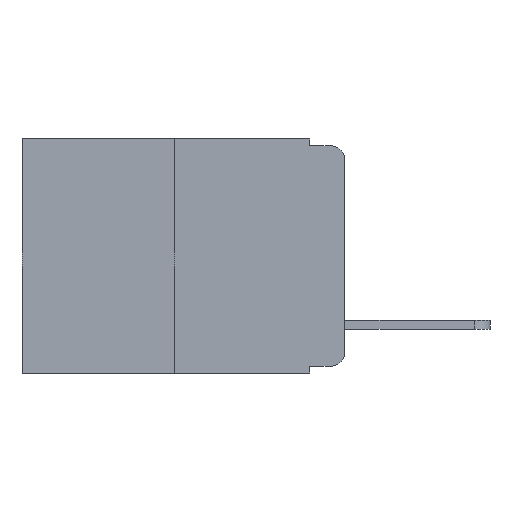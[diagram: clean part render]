
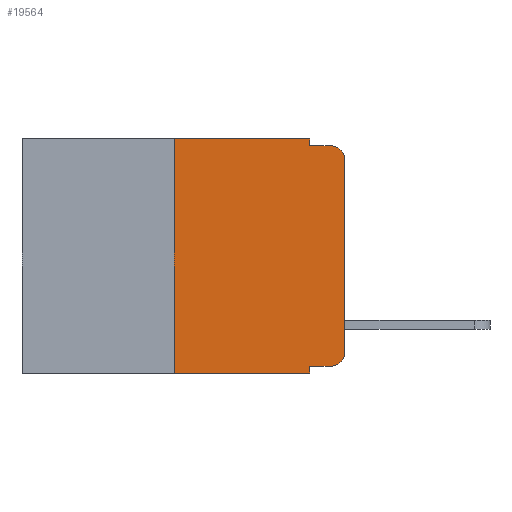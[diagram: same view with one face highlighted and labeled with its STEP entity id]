
A CAD part, left-side view. The second image highlights one B-rep face of the part: STEP entity #19564.
In plain terms, the highlighted planar face has unit normal (-1, 0, 0).
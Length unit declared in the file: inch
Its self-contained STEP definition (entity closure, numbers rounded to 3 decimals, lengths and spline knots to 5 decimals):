
#228 = AXIS2_PLACEMENT_3D ( 'NONE', #9422, #6344, #17601 ) ;
#708 = ORIENTED_EDGE ( 'NONE', *, *, #2402, .F. ) ;
#915 = EDGE_CURVE ( 'NONE', #8025, #8912, #13447, .T. ) ;
#1212 = ORIENTED_EDGE ( 'NONE', *, *, #7610, .T. ) ;
#1344 = DIRECTION ( 'NONE',  ( 0., 0., -1. ) ) ;
#1599 = VERTEX_POINT ( 'NONE', #13059 ) ;
#2402 = EDGE_CURVE ( 'NONE', #1599, #18332, #13895, .T. ) ;
#2414 = ORIENTED_EDGE ( 'NONE', *, *, #11415, .F. ) ;
#2497 = CARTESIAN_POINT ( 'NONE',  ( 0., 0.02, -0.333 ) ) ;
#2772 = CARTESIAN_POINT ( 'NONE',  ( 0., 0., -0.313 ) ) ;
#3160 = CARTESIAN_POINT ( 'NONE',  ( 0., 0.051, -0.333 ) ) ;
#4459 = LINE ( 'NONE', #17441, #11726 ) ;
#4623 = CARTESIAN_POINT ( 'NONE',  ( 0., 0.051, 0. ) ) ;
#4843 = DIRECTION ( 'NONE',  ( 1., 0., 0. ) ) ;
#4883 = VECTOR ( 'NONE', #12117, 39.37008 ) ;
#4910 = DIRECTION ( 'NONE',  ( 0., 0., -1. ) ) ;
#5413 = CARTESIAN_POINT ( 'NONE',  ( 0., 0.25, -0.343 ) ) ;
#5482 = CARTESIAN_POINT ( 'NONE',  ( 0., 0.25, 0. ) ) ;
#5966 = DIRECTION ( 'NONE',  ( 0., 0., 1. ) ) ;
#6344 = DIRECTION ( 'NONE',  ( -1., 0., 0. ) ) ;
#6347 = CARTESIAN_POINT ( 'NONE',  ( 0., 0.051, 0. ) ) ;
#6544 = CARTESIAN_POINT ( 'NONE',  ( 0., 0.051, -0.343 ) ) ;
#6652 = FACE_OUTER_BOUND ( 'NONE', #20654, .T. ) ;
#7193 = CARTESIAN_POINT ( 'NONE',  ( 0., 0.051, -0.01 ) ) ;
#7610 = EDGE_CURVE ( 'NONE', #21270, #8025, #12788, .T. ) ;
#8025 = VERTEX_POINT ( 'NONE', #2497 ) ;
#8137 = ORIENTED_EDGE ( 'NONE', *, *, #15953, .T. ) ;
#8139 = VECTOR ( 'NONE', #13282, 39.37008 ) ;
#8185 = ORIENTED_EDGE ( 'NONE', *, *, #915, .T. ) ;
#8863 = AXIS2_PLACEMENT_3D ( 'NONE', #15939, #21136, #17788 ) ;
#8875 = EDGE_CURVE ( 'NONE', #8912, #16256, #4459, .T. ) ;
#8912 = VERTEX_POINT ( 'NONE', #2772 ) ;
#9269 = LINE ( 'NONE', #20028, #13186 ) ;
#9422 = CARTESIAN_POINT ( 'NONE',  ( 0., 0.02, -0.313 ) ) ;
#9461 = LINE ( 'NONE', #20811, #19976 ) ;
#9480 = LINE ( 'NONE', #5482, #4883 ) ;
#10318 = VERTEX_POINT ( 'NONE', #6544 ) ;
#10538 = EDGE_CURVE ( 'NONE', #16930, #10318, #9269, .T. ) ;
#11415 = EDGE_CURVE ( 'NONE', #16930, #1599, #9480, .T. ) ;
#11699 = EDGE_CURVE ( 'NONE', #18332, #16564, #15086, .T. ) ;
#11726 = VECTOR ( 'NONE', #5966, 39.37008 ) ;
#12117 = DIRECTION ( 'NONE',  ( 0., 0., 1. ) ) ;
#12750 = VERTEX_POINT ( 'NONE', #21325 ) ;
#12788 = LINE ( 'NONE', #18100, #8139 ) ;
#12825 = CIRCLE ( 'NONE', #8863, 0.02 ) ;
#13059 = CARTESIAN_POINT ( 'NONE',  ( 0., 0.25, 0. ) ) ;
#13186 = VECTOR ( 'NONE', #13419, 39.37008 ) ;
#13282 = DIRECTION ( 'NONE',  ( 0., -1., 0. ) ) ;
#13308 = ORIENTED_EDGE ( 'NONE', *, *, #10538, .T. ) ;
#13419 = DIRECTION ( 'NONE',  ( 0., -1., 0. ) ) ;
#13447 = CIRCLE ( 'NONE', #228, 0.02 ) ;
#13642 = ORIENTED_EDGE ( 'NONE', *, *, #19420, .F. ) ;
#13895 = LINE ( 'NONE', #18670, #14140 ) ;
#14043 = DIRECTION ( 'NONE',  ( 0., -1., 0. ) ) ;
#14140 = VECTOR ( 'NONE', #14043, 39.37008 ) ;
#15086 = LINE ( 'NONE', #6347, #18659 ) ;
#15105 = LINE ( 'NONE', #7193, #16373 ) ;
#15939 = CARTESIAN_POINT ( 'NONE',  ( 0., 0.02, -0.03 ) ) ;
#15940 = ORIENTED_EDGE ( 'NONE', *, *, #8875, .T. ) ;
#15953 = EDGE_CURVE ( 'NONE', #16256, #12750, #12825, .T. ) ;
#15957 = AXIS2_PLACEMENT_3D ( 'NONE', #21174, #4843, #16174 ) ;
#16174 = DIRECTION ( 'NONE',  ( 0., 0., -1. ) ) ;
#16255 = CARTESIAN_POINT ( 'NONE',  ( 0., 0.051, -0.01 ) ) ;
#16256 = VERTEX_POINT ( 'NONE', #18336 ) ;
#16373 = VECTOR ( 'NONE', #20327, 39.37008 ) ;
#16400 = PLANE ( 'NONE',  #15957 ) ;
#16564 = VERTEX_POINT ( 'NONE', #16255 ) ;
#16930 = VERTEX_POINT ( 'NONE', #5413 ) ;
#17441 = CARTESIAN_POINT ( 'NONE',  ( 0., 0., 0. ) ) ;
#17532 = ORIENTED_EDGE ( 'NONE', *, *, #11699, .F. ) ;
#17601 = DIRECTION ( 'NONE',  ( 0., 0., -1. ) ) ;
#17788 = DIRECTION ( 'NONE',  ( 0., 0., -1. ) ) ;
#18100 = CARTESIAN_POINT ( 'NONE',  ( 0., 0.051, -0.333 ) ) ;
#18332 = VERTEX_POINT ( 'NONE', #4623 ) ;
#18336 = CARTESIAN_POINT ( 'NONE',  ( 0., 0., -0.03 ) ) ;
#18659 = VECTOR ( 'NONE', #4910, 39.37008 ) ;
#18670 = CARTESIAN_POINT ( 'NONE',  ( 0., 0.473, 0. ) ) ;
#19420 = EDGE_CURVE ( 'NONE', #21270, #10318, #9461, .T. ) ;
#19564 = ADVANCED_FACE ( 'NONE', ( #6652 ), #16400, .F. ) ;
#19976 = VECTOR ( 'NONE', #1344, 39.37008 ) ;
#20028 = CARTESIAN_POINT ( 'NONE',  ( 0., 0.473, -0.343 ) ) ;
#20262 = ORIENTED_EDGE ( 'NONE', *, *, #21062, .F. ) ;
#20327 = DIRECTION ( 'NONE',  ( 0., -1., 0. ) ) ;
#20654 = EDGE_LOOP ( 'NONE', ( #15940, #8137, #20262, #17532, #708, #2414, #13308, #13642, #1212, #8185 ) ) ;
#20811 = CARTESIAN_POINT ( 'NONE',  ( 0., 0.051, 0. ) ) ;
#21062 = EDGE_CURVE ( 'NONE', #16564, #12750, #15105, .T. ) ;
#21136 = DIRECTION ( 'NONE',  ( -1., 0., 0. ) ) ;
#21174 = CARTESIAN_POINT ( 'NONE',  ( 0., 0.473, 0. ) ) ;
#21270 = VERTEX_POINT ( 'NONE', #3160 ) ;
#21325 = CARTESIAN_POINT ( 'NONE',  ( 0., 0.02, -0.01 ) ) ;
